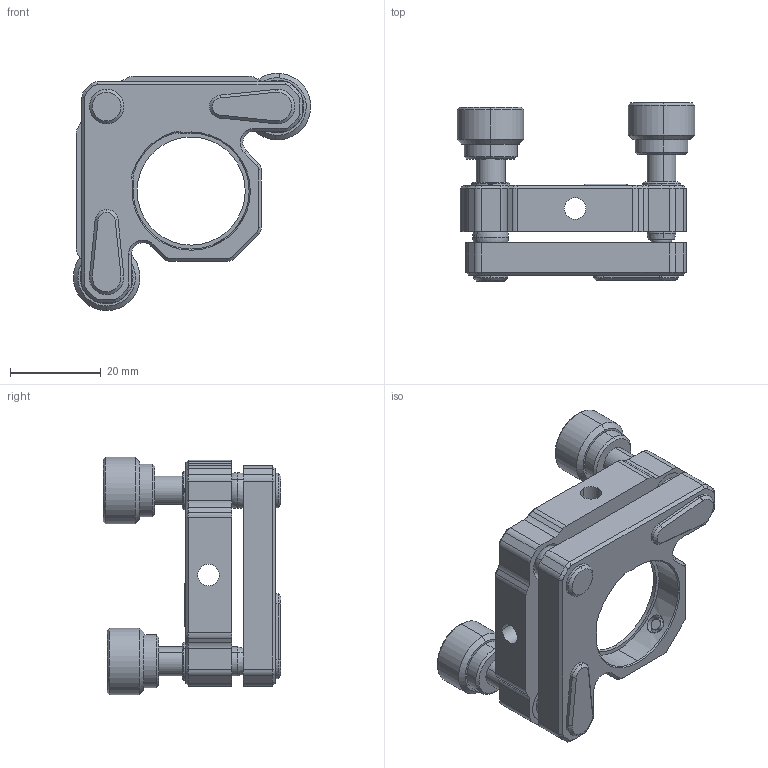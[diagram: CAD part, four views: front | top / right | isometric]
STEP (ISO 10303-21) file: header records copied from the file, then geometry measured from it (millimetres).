
FILE_DESCRIPTION (( 'STEP AP214' ), '1' );
FILE_NAME ('6628-E0W.STEP', '2014-11-07T21:02:51', ( '' ), ( '' ), 'SwSTEP 2.0', 'SolidWorks 2014', '' );
FILE_SCHEMA (( 'AUTOMOTIVE_DESIGN' ));
Length unit declared in the file: inch
Products named in the file (1): 6628-E0W
Bounding box: 52.43 x 39.31 x 52.43 mm (x, y, z)
Volume: 20647.8 mm3; surface area: 14705.7 mm2
Topology: 17 solids, 17 shells, 724 faces, 1746 edges, 1093 vertices
Faces by surface type: plane 329, cylinder 173, cone 138, bspline 74, sphere 8, torus 2
Entity records: 34563 total; most frequent: CARTESIAN_POINT 8309, ORIENTED_EDGE 3424, DIRECTION 3345, EDGE_CURVE 1712, AXIS2_PLACEMENT_3D 1153, VERTEX_POINT 1087, LINE 1039, VECTOR 1039
